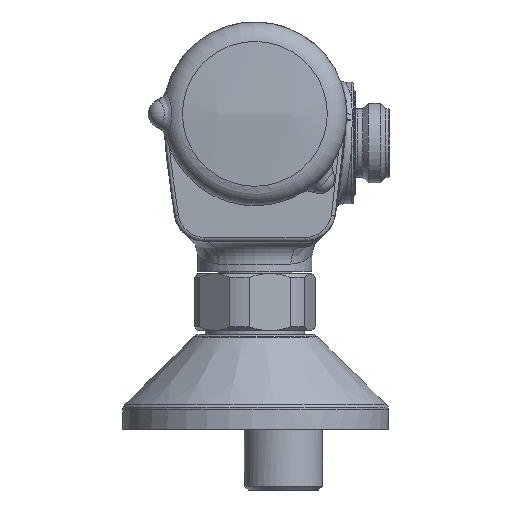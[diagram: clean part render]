
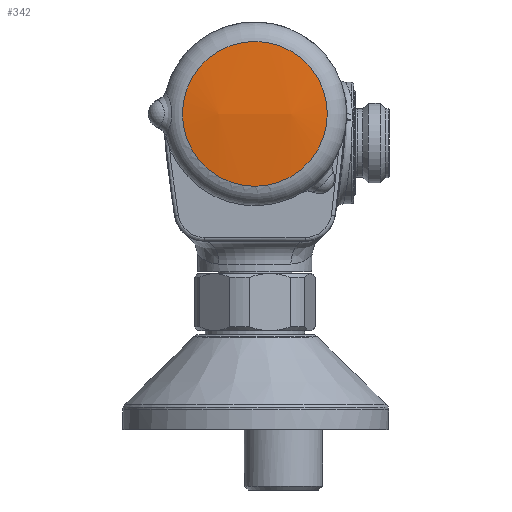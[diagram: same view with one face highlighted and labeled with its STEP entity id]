
A CAD part, left-side view. The second image highlights one B-rep face of the part: STEP entity #342.
In plain terms, the highlighted spherical face has radius 130 mm.
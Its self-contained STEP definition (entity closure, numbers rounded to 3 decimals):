
#117 = CARTESIAN_POINT ( 'NONE',  ( -143.646, -19.051, 83.033 ) ) ;
#342 = ADVANCED_FACE ( 'NONE', ( #10237 ), #10700, .T. ) ;
#655 = EDGE_CURVE ( 'NONE', #2623, #2623, #10411, .T. ) ;
#1135 = DIRECTION ( 'NONE',  ( 0., -1., 0. ) ) ;
#1136 = DIRECTION ( 'NONE',  ( -1., 0., 0. ) ) ;
#1148 = CARTESIAN_POINT ( 'NONE',  ( -143.646, 0., 83.033 ) ) ;
#2453 = EDGE_LOOP ( 'NONE', ( #5345 ) ) ;
#2623 = VERTEX_POINT ( 'NONE', #117 ) ;
#4922 = DIRECTION ( 'NONE',  ( 0., -1., 0. ) ) ;
#4938 = DIRECTION ( 'NONE',  ( 0., 0., -1. ) ) ;
#4954 = CARTESIAN_POINT ( 'NONE',  ( -15.049, 0., 83.033 ) ) ;
#5345 = ORIENTED_EDGE ( 'NONE', *, *, #655, .T. ) ;
#7209 = AXIS2_PLACEMENT_3D ( 'NONE', #4954, #4938, #4922 ) ;
#8346 = AXIS2_PLACEMENT_3D ( 'NONE', #1148, #1136, #1135 ) ;
#10237 = FACE_OUTER_BOUND ( 'NONE', #2453, .T. ) ;
#10411 = CIRCLE ( 'NONE', #8346, 19.051 ) ;
#10700 = SPHERICAL_SURFACE ( 'NONE', #7209, 130. ) ;
